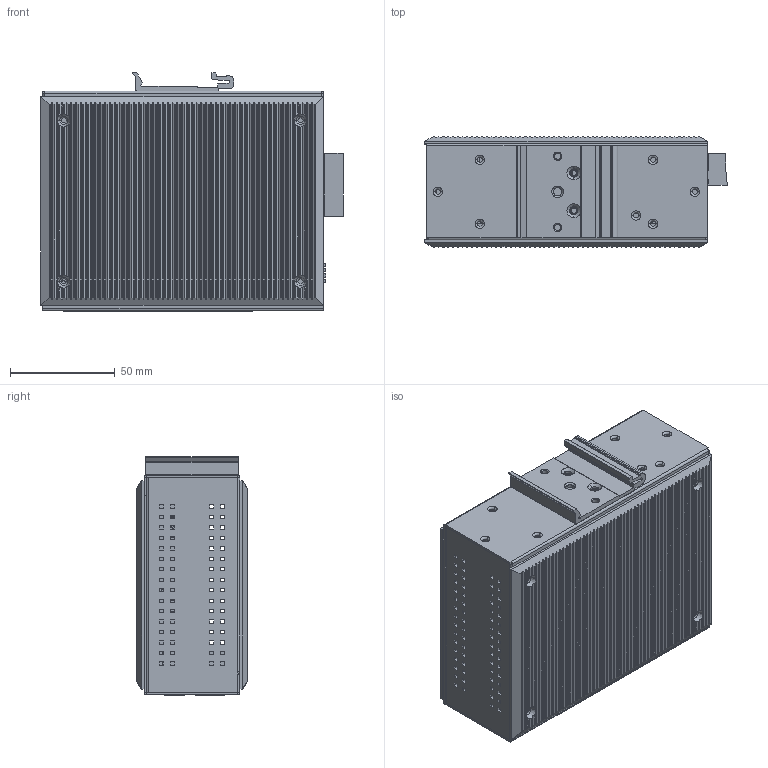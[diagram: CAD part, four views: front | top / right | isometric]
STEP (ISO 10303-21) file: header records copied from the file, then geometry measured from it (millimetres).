
FILE_DESCRIPTION((''),'2;1');
FILE_NAME('EDS-408A-3M_ASM','2021-01-04T17:38:09',('YoungMH_Yang'),('PTC'),'CREO PARAMETRIC BY PTC INC, 2018020','CREO PARAMETRIC BY PTC INC, 2018020','');
FILE_SCHEMA(('AUTOMOTIVE_DESIGN { 1 0 10303 214 1 1 1 1 }'));
Products named in the file (24): EDS-408A-3M_BOT-COVER; EDS-408A-3M_PCB; RJ-45_3012D12312; LED1X2; TACKSW_DTSA644N; EDS-408A-3M_PCB_ASM; EDS-408A-3M_FIBER-PCB; 1111000003000_TERMINAL_M_6P; PCB-TERMINAL_PCB-2; FIBER_SC; RJ45-1; DIP_SEITCH_8PIN; EDS-408A-3M_FIBER-PCB_ASM; M3-BSO-L6; M3-SO-L3; EDS-408A-3M_TOP-COVER; EDS-508_LEFT-ALMINUM; EDS-508_RIGHT-ALMINUM; DIN_RAIL-KIT; 1111000003100_TERMINAL_FM_6P; EDS-408A-SS-SC_HEATSINK; EDS-408A-3M_TOP-COVER_2; EDS-408A-3M_TOP-COVER_ASSY_ASM; EDS-408A-3M_ASM
Assembly tree (42 placements, depth 3):
  EDS-408A-3M_ASM
    EDS-408A-3M_BOT-COVER
    EDS-408A-3M_PCB_ASM
      EDS-408A-3M_PCB
      RJ-45_3012D12312  x5
      LED1X2  x3
      TACKSW_DTSA644N
    EDS-408A-3M_FIBER-PCB_ASM
      EDS-408A-3M_FIBER-PCB
      LED1X2  x5
      1111000003000_TERMINAL_M_6P
      PCB-TERMINAL_PCB-2
      FIBER_SC  x3
      RJ45-1
      DIP_SEITCH_8PIN
    M3-BSO-L6  x4
    M3-SO-L3  x4
    EDS-408A-3M_TOP-COVER
    EDS-508_LEFT-ALMINUM
    EDS-508_RIGHT-ALMINUM
    DIN_RAIL-KIT
    1111000003100_TERMINAL_FM_6P
    EDS-408A-SS-SC_HEATSINK
    EDS-408A-3M_TOP-COVER_ASSY_ASM
      EDS-408A-3M_TOP-COVER_2
Bounding box: 144.45 x 52.98 x 114 mm (x, y, z)
Volume: 244512.8 mm3; surface area: 300878.5 mm2
Topology: 57 solids, 65 shells, 3422 faces, 8674 edges, 5523 vertices
Faces by surface type: plane 2161, cylinder 1079, cone 96, torus 54, bspline 32
Entity records: 93563 total; most frequent: CARTESIAN_POINT 15713, ORIENTED_EDGE 13640, DIRECTION 12872, EDGE_CURVE 6824, VECTOR 4896, LINE 4896, VERTEX_POINT 4321, AXIS2_PLACEMENT_3D 3988
